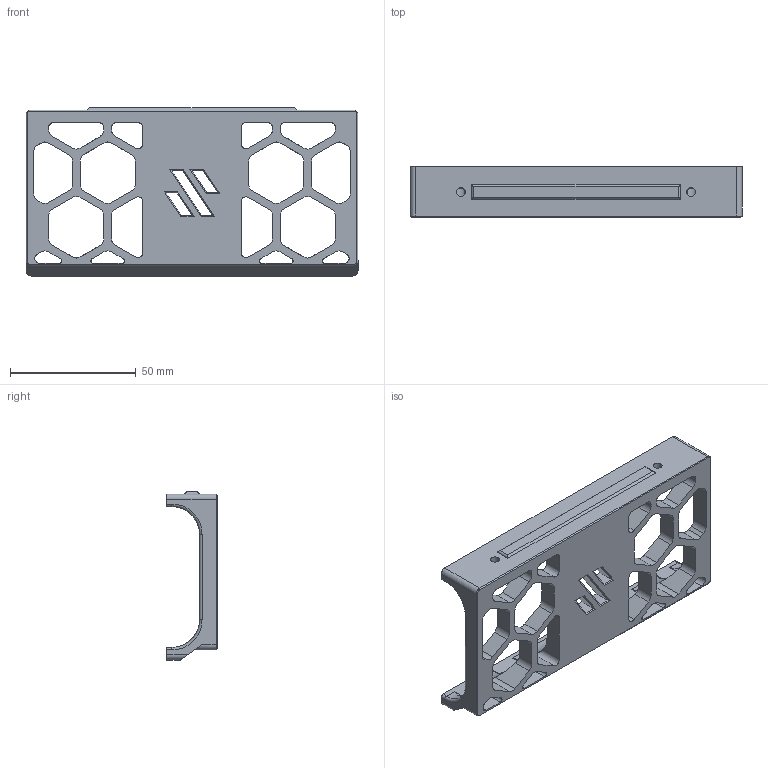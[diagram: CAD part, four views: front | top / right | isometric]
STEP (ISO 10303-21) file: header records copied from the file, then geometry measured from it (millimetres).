
FILE_DESCRIPTION(/* description */ (''),/* implementation_level */ '2;1');
FILE_NAME(/* name */ 'rear_center_skirt_300.step',/* time_stamp */ '2022-10-20T15:00:41-03:00',/* author */ (''),/* organization */ (''),/* preprocessor_version */ 'ST-DEVELOPER v19',/* originating_system */ 'Autodesk Translation Framework v11.7.0.108',/* authorisation */ '');
FILE_SCHEMA (('AUTOMOTIVE_DESIGN { 1 0 10303 214 3 1 1 }'));
Length unit declared in the file: millimetre
Products named in the file (1): Voron 2.4 r2_300 (2)
Bounding box: 132 x 20 x 66.8 mm (x, y, z)
Volume: 50467.9 mm3; surface area: 26302.4 mm2
Topology: 1 solids, 1 shells, 213 faces, 646 edges, 422 vertices
Faces by surface type: plane 111, cylinder 94, cone 4, torus 4
Full cylindrical faces by diameter (mm): 3.5 x2, 6 x2
Entity records: 7718 total; most frequent: CARTESIAN_POINT 1720, ORIENTED_EDGE 1292, DIRECTION 1224, EDGE_CURVE 646, VERTEX_POINT 422, AXIS2_PLACEMENT_3D 410, LINE 404, VECTOR 404
